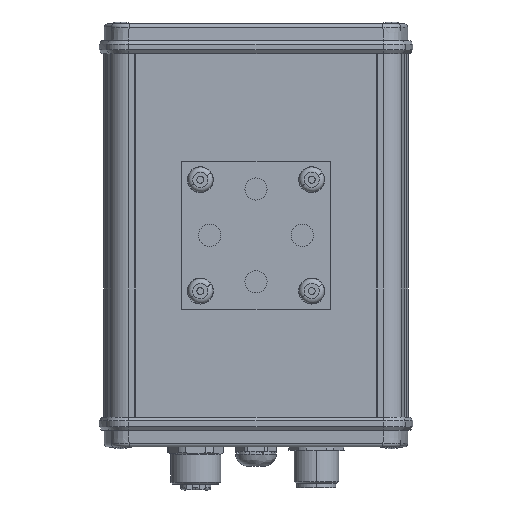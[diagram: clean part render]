
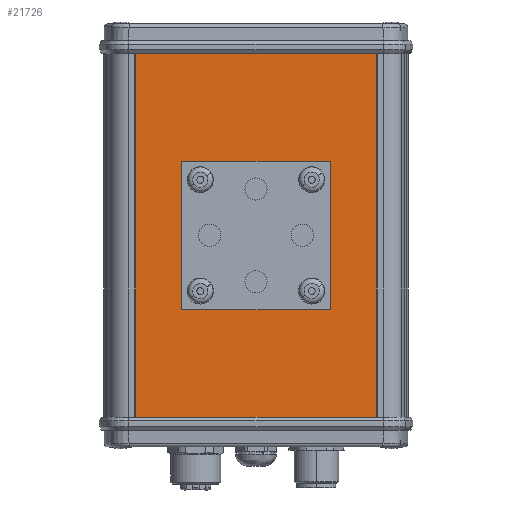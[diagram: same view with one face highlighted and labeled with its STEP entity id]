
A CAD part, front view. The second image highlights one B-rep face of the part: STEP entity #21726.
In plain terms, the highlighted planar face has unit normal (0, -1, 0).
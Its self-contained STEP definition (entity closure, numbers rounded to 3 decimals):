
#6007=DIRECTION('',(1.,0.,0.));
#6008=VECTOR('',#6007,65.);
#6009=CARTESIAN_POINT('',(-42.041,-3.98,-49.));
#6010=LINE('',#6009,#6008);
#7865=DIRECTION('',(0.,0.,-1.));
#7866=VECTOR('',#7865,98.);
#7867=CARTESIAN_POINT('',(22.959,-3.98,49.));
#7868=LINE('',#7867,#7866);
#7872=DIRECTION('',(1.,0.,0.));
#7873=VECTOR('',#7872,65.);
#7874=CARTESIAN_POINT('',(-42.041,-3.98,49.));
#7875=LINE('',#7874,#7873);
#7879=DIRECTION('',(0.,0.,1.));
#7880=VECTOR('',#7879,40.);
#7881=CARTESIAN_POINT('',(10.459,-3.98,-20.));
#7882=LINE('',#7881,#7880);
#7886=DIRECTION('',(1.,0.,0.));
#7887=VECTOR('',#7886,40.);
#7888=CARTESIAN_POINT('',(-29.541,-3.98,20.));
#7889=LINE('',#7888,#7887);
#7893=DIRECTION('',(0.,0.,-1.));
#7894=VECTOR('',#7893,40.);
#7895=CARTESIAN_POINT('',(-29.541,-3.98,20.));
#7896=LINE('',#7895,#7894);
#7900=DIRECTION('',(1.,0.,0.));
#7901=VECTOR('',#7900,40.);
#7902=CARTESIAN_POINT('',(-29.541,-3.98,-20.));
#7903=LINE('',#7902,#7901);
#7914=DIRECTION('',(0.,0.,1.));
#7915=VECTOR('',#7914,98.);
#7916=CARTESIAN_POINT('',(-42.041,-3.98,-49.));
#7917=LINE('',#7916,#7915);
#14820=CARTESIAN_POINT('',(-42.041,-3.98,-49.));
#14822=VERTEX_POINT('',#14820);
#14829=CARTESIAN_POINT('',(22.959,-3.98,-49.));
#14830=VERTEX_POINT('',#14829);
#15240=CARTESIAN_POINT('',(-42.041,-3.98,49.));
#15241=VERTEX_POINT('',#15240);
#15254=CARTESIAN_POINT('',(22.959,-3.98,49.));
#15255=VERTEX_POINT('',#15254);
#15316=CARTESIAN_POINT('',(10.459,-3.98,-20.));
#15317=CARTESIAN_POINT('',(10.459,-3.98,20.));
#15318=VERTEX_POINT('',#15316);
#15319=VERTEX_POINT('',#15317);
#15324=CARTESIAN_POINT('',(-29.541,-3.98,20.));
#15325=CARTESIAN_POINT('',(-29.541,-3.98,-20.));
#15326=VERTEX_POINT('',#15324);
#15327=VERTEX_POINT('',#15325);
#21704=CARTESIAN_POINT('',(22.959,-3.98,-50.));
#21705=DIRECTION('',(0.,-1.,0.));
#21706=DIRECTION('',(0.,0.,-1.));
#21707=AXIS2_PLACEMENT_3D('',#21704,#21705,#21706);
#21708=PLANE('',#21707);
#21709=ORIENTED_EDGE('',*,*,#19980,.T.);
#21710=ORIENTED_EDGE('',*,*,#21699,.T.);
#21711=ORIENTED_EDGE('',*,*,#19839,.F.);
#21713=ORIENTED_EDGE('',*,*,#21712,.T.);
#21714=EDGE_LOOP('',(#21709,#21710,#21711,#21713));
#21715=FACE_OUTER_BOUND('',#21714,.F.);
#21717=ORIENTED_EDGE('',*,*,#21716,.T.);
#21719=ORIENTED_EDGE('',*,*,#21718,.F.);
#21721=ORIENTED_EDGE('',*,*,#21720,.T.);
#21723=ORIENTED_EDGE('',*,*,#21722,.T.);
#21724=EDGE_LOOP('',(#21717,#21719,#21721,#21723));
#21725=FACE_BOUND('',#21724,.F.);
#21726=ADVANCED_FACE('',(#21715,#21725),#21708,.T.);
#19839=EDGE_CURVE('',#14822,#14830,#6010,.T.);
#19980=EDGE_CURVE('',#15241,#15255,#7875,.T.);
#21699=EDGE_CURVE('',#15255,#14830,#7868,.T.);
#21712=EDGE_CURVE('',#14822,#15241,#7917,.T.);
#21716=EDGE_CURVE('',#15318,#15319,#7882,.T.);
#21718=EDGE_CURVE('',#15326,#15319,#7889,.T.);
#21720=EDGE_CURVE('',#15326,#15327,#7896,.T.);
#21722=EDGE_CURVE('',#15327,#15318,#7903,.T.);
